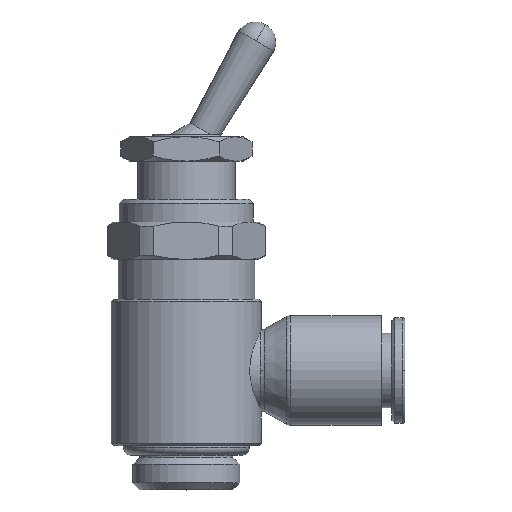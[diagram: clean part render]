
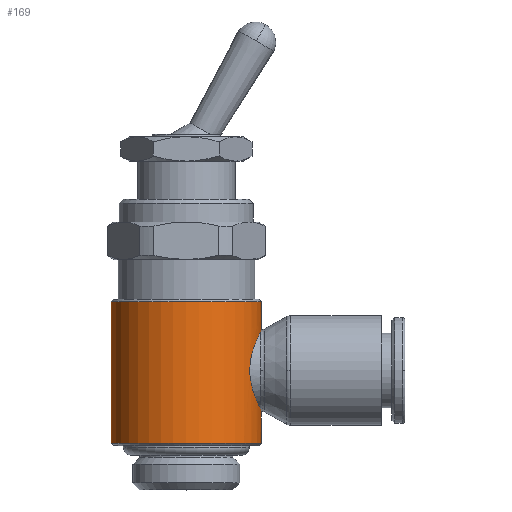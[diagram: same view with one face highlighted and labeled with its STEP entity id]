
A CAD part, top view. The second image highlights one B-rep face of the part: STEP entity #169.
In plain terms, the highlighted cylindrical face has radius 9.25 mm (diameter 18.5 mm), a partial arc.
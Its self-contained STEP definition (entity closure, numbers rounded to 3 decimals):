
#169=ADVANCED_FACE('',(#431),#432,.T.);
#431=FACE_OUTER_BOUND('',#743,.T.);
#432=CYLINDRICAL_SURFACE('',#744,9.25);
#743=EDGE_LOOP('',(#1638,#1639,#1640,#1641,#1642,#1643,#1644,#1645));
#744=AXIS2_PLACEMENT_3D('',#1646,#1647,#1648);
#1638=ORIENTED_EDGE('',*,*,#2008,.T.);
#1639=ORIENTED_EDGE('',*,*,#2055,.T.);
#1640=ORIENTED_EDGE('',*,*,#2164,.T.);
#1641=ORIENTED_EDGE('',*,*,#2162,.T.);
#1642=ORIENTED_EDGE('',*,*,#2011,.T.);
#1643=ORIENTED_EDGE('',*,*,#2227,.F.);
#1644=ORIENTED_EDGE('',*,*,#2010,.T.);
#1645=ORIENTED_EDGE('',*,*,#2225,.T.);
#1646=CARTESIAN_POINT('',(0.0,14.45,0.0));
#1647=DIRECTION('',(-0.0,1.0,0.0));
#1648=DIRECTION('',(1.0,0.0,0.0));
#2008=EDGE_CURVE('',#2387,#2388,#2389,.T.);
#2010=EDGE_CURVE('',#2382,#2390,#2392,.T.);
#2011=EDGE_CURVE('',#2393,#2379,#2394,.T.);
#2055=EDGE_CURVE('',#2388,#2471,#2473,.T.);
#2162=EDGE_CURVE('',#2643,#2393,#2644,.T.);
#2164=EDGE_CURVE('',#2471,#2643,#2646,.T.);
#2225=EDGE_CURVE('',#2390,#2387,#2737,.T.);
#2227=EDGE_CURVE('',#2382,#2379,#2739,.T.);
#2379=VERTEX_POINT('',#2986);
#2382=VERTEX_POINT('',#2990);
#2387=VERTEX_POINT('',#2996);
#2388=VERTEX_POINT('',#2997);
#2389=LINE('',#2998,#2999);
#2390=VERTEX_POINT('',#3000);
#2392=LINE('',#3002,#3003);
#2393=VERTEX_POINT('',#3004);
#2394=LINE('',#3005,#3006);
#2471=VERTEX_POINT('',#3197);
#2473=B_SPLINE_CURVE_WITH_KNOTS('',3,(#3199,#3200,#3201,#3202,#3203,#3204,#3205,#3206,#3207,#3208,#3209,#3210,#3211,#3212),.UNSPECIFIED.,.F.,.F.,(4,2,2,2,2,2,4),(0.0,1.109,1.607,1.98,2.391,3.103,3.766),.UNSPECIFIED.);
#2643=VERTEX_POINT('',#3584);
#2644=B_SPLINE_CURVE_WITH_KNOTS('',3,(#3585,#3586,#3587,#3588,#3589,#3590,#3591,#3592,#3593,#3594,#3595,#3596,#3597,#3598),.UNSPECIFIED.,.F.,.F.,(4,2,2,2,2,2,4),(0.0,1.109,1.607,1.98,2.391,3.103,3.766),.UNSPECIFIED.);
#2646=B_SPLINE_CURVE_WITH_KNOTS('',3,(#3600,#3601,#3602,#3603,#3604,#3605,#3606,#3607,#3608,#3609,#3610,#3611,#3612,#3613,#3614,#3615,#3616,#3617,#3618,#3619,#3620,#3621,#3622,#3623,#3624,#3625,#3626,#3627,#3628,#3629),.UNSPECIFIED.,.F.,.F.,(4,2,2,2,2,2,2,2,2,2,2,2,2,2,4),(8.62,9.576,10.533,11.489,12.449,13.408,14.368,15.328,16.288,17.248,18.208,19.167,20.124,21.08,22.036),.UNSPECIFIED.);
#2737=CIRCLE('',#3950,9.25);
#2739=CIRCLE('',#3952,9.25);
#2986=CARTESIAN_POINT('',(9.25,23.15,0.0));
#2990=CARTESIAN_POINT('',(-9.25,23.15,0.));
#2996=CARTESIAN_POINT('',(9.25,5.75,0.0));
#2997=CARTESIAN_POINT('',(9.25,9.717,0.));
#2998=CARTESIAN_POINT('',(9.25,14.45,0.));
#2999=VECTOR('',#4444,1.0);
#3000=CARTESIAN_POINT('',(-9.25,5.75,0.));
#3002=CARTESIAN_POINT('',(-9.25,14.45,0.));
#3003=VECTOR('',#4448,1.0);
#3004=CARTESIAN_POINT('',(9.25,19.683,0.));
#3005=CARTESIAN_POINT('',(9.25,14.45,0.));
#3006=VECTOR('',#4449,1.0);
#3197=CARTESIAN_POINT('',(9.069,10.079,1.82));
#3199=CARTESIAN_POINT('',(9.069,10.079,-1.82));
#3200=CARTESIAN_POINT('',(9.137,9.946,-1.482));
#3201=CARTESIAN_POINT('',(9.188,9.843,-1.132));
#3202=CARTESIAN_POINT('',(9.232,9.754,-0.606));
#3203=CARTESIAN_POINT('',(9.241,9.735,-0.441));
#3204=CARTESIAN_POINT('',(9.25,9.718,-0.152));
#3205=CARTESIAN_POINT('',(9.251,9.715,-0.028));
#3206=CARTESIAN_POINT('',(9.248,9.721,0.233));
#3207=CARTESIAN_POINT('',(9.244,9.73,0.369));
#3208=CARTESIAN_POINT('',(9.223,9.771,0.741));
#3209=CARTESIAN_POINT('',(9.202,9.815,0.972));
#3210=CARTESIAN_POINT('',(9.144,9.931,1.412));
#3211=CARTESIAN_POINT('',(9.11,9.999,1.618));
#3212=CARTESIAN_POINT('',(9.069,10.079,1.82));
#3584=CARTESIAN_POINT('',(9.069,19.321,1.82));
#3585=CARTESIAN_POINT('',(9.069,19.321,1.82));
#3586=CARTESIAN_POINT('',(9.137,19.454,1.482));
#3587=CARTESIAN_POINT('',(9.188,19.557,1.132));
#3588=CARTESIAN_POINT('',(9.232,19.646,0.606));
#3589=CARTESIAN_POINT('',(9.241,19.665,0.441));
#3590=CARTESIAN_POINT('',(9.25,19.682,0.152));
#3591=CARTESIAN_POINT('',(9.251,19.685,0.028));
#3592=CARTESIAN_POINT('',(9.248,19.679,-0.233));
#3593=CARTESIAN_POINT('',(9.244,19.67,-0.369));
#3594=CARTESIAN_POINT('',(9.223,19.629,-0.741));
#3595=CARTESIAN_POINT('',(9.202,19.585,-0.972));
#3596=CARTESIAN_POINT('',(9.144,19.469,-1.412));
#3597=CARTESIAN_POINT('',(9.11,19.401,-1.618));
#3598=CARTESIAN_POINT('',(9.069,19.321,-1.82));
#3600=CARTESIAN_POINT('',(9.199,9.829,0.97));
#3601=CARTESIAN_POINT('',(9.165,9.894,1.294));
#3602=CARTESIAN_POINT('',(9.113,9.991,1.614));
#3603=CARTESIAN_POINT('',(8.984,10.247,2.224));
#3604=CARTESIAN_POINT('',(8.906,10.405,2.515));
#3605=CARTESIAN_POINT('',(8.737,10.767,3.05));
#3606=CARTESIAN_POINT('',(8.646,10.972,3.295));
#3607=CARTESIAN_POINT('',(8.468,11.405,3.729));
#3608=CARTESIAN_POINT('',(8.374,11.651,3.934));
#3609=CARTESIAN_POINT('',(8.195,12.186,4.296));
#3610=CARTESIAN_POINT('',(8.109,12.476,4.453));
#3611=CARTESIAN_POINT('',(7.963,13.085,4.708));
#3612=CARTESIAN_POINT('',(7.904,13.405,4.806));
#3613=CARTESIAN_POINT('',(7.824,14.052,4.935));
#3614=CARTESIAN_POINT('',(7.804,14.38,4.967));
#3615=CARTESIAN_POINT('',(7.804,15.02,4.967));
#3616=CARTESIAN_POINT('',(7.824,15.348,4.935));
#3617=CARTESIAN_POINT('',(7.904,15.995,4.806));
#3618=CARTESIAN_POINT('',(7.963,16.315,4.708));
#3619=CARTESIAN_POINT('',(8.109,16.924,4.453));
#3620=CARTESIAN_POINT('',(8.195,17.214,4.296));
#3621=CARTESIAN_POINT('',(8.374,17.749,3.934));
#3622=CARTESIAN_POINT('',(8.468,17.995,3.729));
#3623=CARTESIAN_POINT('',(8.646,18.428,3.295));
#3624=CARTESIAN_POINT('',(8.737,18.633,3.05));
#3625=CARTESIAN_POINT('',(8.906,18.995,2.515));
#3626=CARTESIAN_POINT('',(8.984,19.153,2.224));
#3627=CARTESIAN_POINT('',(9.113,19.409,1.614));
#3628=CARTESIAN_POINT('',(9.165,19.506,1.294));
#3629=CARTESIAN_POINT('',(9.199,19.571,0.97));
#3950=AXIS2_PLACEMENT_3D('',#4873,#4874,#4875);
#3952=AXIS2_PLACEMENT_3D('',#4879,#4880,#4881);
#4444=DIRECTION('',(0.0,1.0,0.0));
#4448=DIRECTION('',(-0.0,-1.0,-0.0));
#4449=DIRECTION('',(0.0,1.0,0.0));
#4873=CARTESIAN_POINT('',(0.0,5.75,0.0));
#4874=DIRECTION('',(-0.0,1.0,0.0));
#4875=DIRECTION('',(1.0,0.0,0.0));
#4879=CARTESIAN_POINT('',(0.0,23.15,0.0));
#4880=DIRECTION('',(-0.0,1.0,0.0));
#4881=DIRECTION('',(1.0,0.0,0.0));
